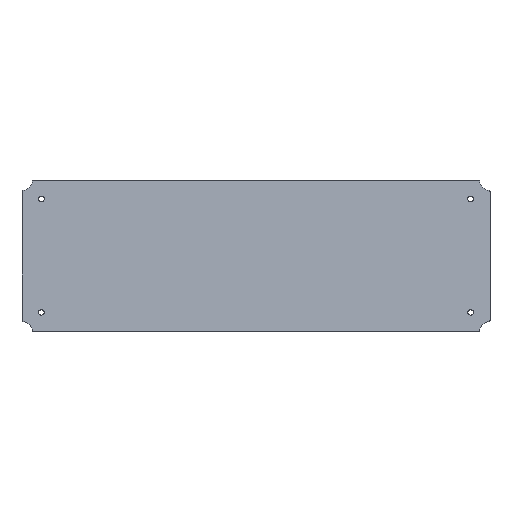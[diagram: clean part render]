
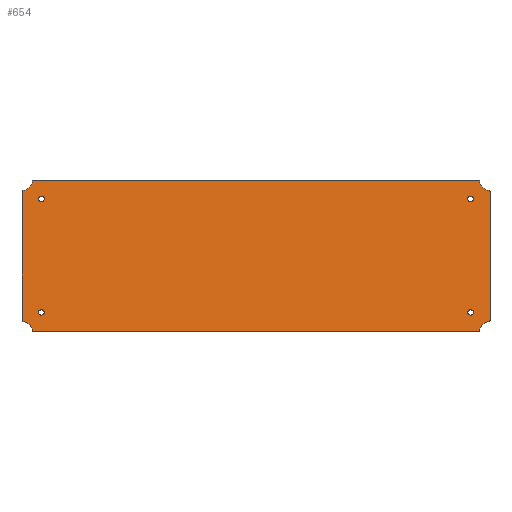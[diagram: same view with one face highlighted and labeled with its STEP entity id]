
A CAD part, top view. The second image highlights one B-rep face of the part: STEP entity #654.
In plain terms, the highlighted planar face has unit normal (0, 0.104, 0.995).
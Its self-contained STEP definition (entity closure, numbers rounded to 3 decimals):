
#71=FACE_BOUND('',#163,.T.);
#72=FACE_BOUND('',#164,.T.);
#73=FACE_BOUND('',#165,.T.);
#74=FACE_BOUND('',#166,.T.);
#116=FACE_OUTER_BOUND('',#162,.T.);
#162=EDGE_LOOP('',(#587,#588,#589,#590,#591,#592,#593,#594,#595,#596,#597,
#598,#599,#600,#601,#602));
#163=EDGE_LOOP('',(#603));
#164=EDGE_LOOP('',(#604));
#165=EDGE_LOOP('',(#605));
#166=EDGE_LOOP('',(#606));
#184=LINE('',#1499,#220);
#190=LINE('',#1516,#226);
#196=LINE('',#1536,#232);
#201=LINE('',#1552,#237);
#220=VECTOR('',#854,10.);
#226=VECTOR('',#874,10.);
#232=VECTOR('',#898,10.);
#237=VECTOR('',#917,10.);
#248=CIRCLE('',#681,1.6);
#250=CIRCLE('',#685,1.6);
#252=CIRCLE('',#689,1.6);
#254=CIRCLE('',#693,1.6);
#267=CIRCLE('',#716,0.5);
#268=CIRCLE('',#718,6.5);
#269=CIRCLE('',#720,0.5);
#270=CIRCLE('',#723,0.5);
#271=CIRCLE('',#725,6.5);
#272=CIRCLE('',#727,0.5);
#273=CIRCLE('',#729,0.5);
#274=CIRCLE('',#732,0.5);
#275=CIRCLE('',#734,6.5);
#276=CIRCLE('',#736,0.5);
#277=CIRCLE('',#739,0.5);
#278=CIRCLE('',#741,6.5);
#292=VERTEX_POINT('',#960);
#294=VERTEX_POINT('',#968);
#296=VERTEX_POINT('',#976);
#298=VERTEX_POINT('',#984);
#315=VERTEX_POINT('',#1496);
#316=VERTEX_POINT('',#1498);
#317=VERTEX_POINT('',#1502);
#318=VERTEX_POINT('',#1506);
#319=VERTEX_POINT('',#1510);
#320=VERTEX_POINT('',#1514);
#321=VERTEX_POINT('',#1518);
#322=VERTEX_POINT('',#1522);
#323=VERTEX_POINT('',#1526);
#324=VERTEX_POINT('',#1530);
#325=VERTEX_POINT('',#1534);
#326=VERTEX_POINT('',#1538);
#327=VERTEX_POINT('',#1542);
#328=VERTEX_POINT('',#1546);
#329=VERTEX_POINT('',#1550);
#330=VERTEX_POINT('',#1554);
#346=EDGE_CURVE('',#292,#292,#248,.F.);
#350=EDGE_CURVE('',#294,#294,#250,.F.);
#354=EDGE_CURVE('',#296,#296,#252,.F.);
#358=EDGE_CURVE('',#298,#298,#254,.F.);
#392=EDGE_CURVE('',#316,#315,#184,.T.);
#395=EDGE_CURVE('',#317,#315,#267,.T.);
#397=EDGE_CURVE('',#317,#318,#268,.T.);
#399=EDGE_CURVE('',#319,#318,#269,.T.);
#401=EDGE_CURVE('',#319,#320,#190,.T.);
#403=EDGE_CURVE('',#321,#320,#270,.T.);
#405=EDGE_CURVE('',#321,#322,#271,.T.);
#407=EDGE_CURVE('',#323,#322,#272,.T.);
#408=EDGE_CURVE('',#316,#324,#273,.T.);
#411=EDGE_CURVE('',#323,#325,#196,.T.);
#413=EDGE_CURVE('',#326,#325,#274,.T.);
#415=EDGE_CURVE('',#326,#327,#275,.T.);
#417=EDGE_CURVE('',#328,#327,#276,.T.);
#419=EDGE_CURVE('',#328,#329,#201,.T.);
#421=EDGE_CURVE('',#330,#329,#277,.T.);
#422=EDGE_CURVE('',#330,#324,#278,.T.);
#587=ORIENTED_EDGE('',*,*,#408,.F.);
#588=ORIENTED_EDGE('',*,*,#392,.T.);
#589=ORIENTED_EDGE('',*,*,#395,.F.);
#590=ORIENTED_EDGE('',*,*,#397,.T.);
#591=ORIENTED_EDGE('',*,*,#399,.F.);
#592=ORIENTED_EDGE('',*,*,#401,.T.);
#593=ORIENTED_EDGE('',*,*,#403,.F.);
#594=ORIENTED_EDGE('',*,*,#405,.T.);
#595=ORIENTED_EDGE('',*,*,#407,.F.);
#596=ORIENTED_EDGE('',*,*,#411,.T.);
#597=ORIENTED_EDGE('',*,*,#413,.F.);
#598=ORIENTED_EDGE('',*,*,#415,.T.);
#599=ORIENTED_EDGE('',*,*,#417,.F.);
#600=ORIENTED_EDGE('',*,*,#419,.T.);
#601=ORIENTED_EDGE('',*,*,#421,.F.);
#602=ORIENTED_EDGE('',*,*,#422,.T.);
#603=ORIENTED_EDGE('',*,*,#346,.T.);
#604=ORIENTED_EDGE('',*,*,#350,.T.);
#605=ORIENTED_EDGE('',*,*,#354,.T.);
#606=ORIENTED_EDGE('',*,*,#358,.T.);
#612=PLANE('',#742);
#654=ADVANCED_FACE('',(#116,#71,#72,#73,#74),#612,.F.);
#681=AXIS2_PLACEMENT_3D('',#962,#775,#776);
#685=AXIS2_PLACEMENT_3D('',#970,#785,#786);
#689=AXIS2_PLACEMENT_3D('',#978,#795,#796);
#693=AXIS2_PLACEMENT_3D('',#986,#805,#806);
#716=AXIS2_PLACEMENT_3D('',#1504,#859,#860);
#718=AXIS2_PLACEMENT_3D('',#1508,#864,#865);
#720=AXIS2_PLACEMENT_3D('',#1512,#869,#870);
#723=AXIS2_PLACEMENT_3D('',#1520,#878,#879);
#725=AXIS2_PLACEMENT_3D('',#1524,#883,#884);
#727=AXIS2_PLACEMENT_3D('',#1528,#888,#889);
#729=AXIS2_PLACEMENT_3D('',#1531,#892,#893);
#732=AXIS2_PLACEMENT_3D('',#1540,#902,#903);
#734=AXIS2_PLACEMENT_3D('',#1544,#907,#908);
#736=AXIS2_PLACEMENT_3D('',#1548,#912,#913);
#739=AXIS2_PLACEMENT_3D('',#1556,#921,#922);
#741=AXIS2_PLACEMENT_3D('',#1558,#925,#926);
#742=AXIS2_PLACEMENT_3D('',#1559,#927,#928);
#775=DIRECTION('center_axis',(0.,0.105,0.995));
#776=DIRECTION('ref_axis',(-1.,0.,0.));
#785=DIRECTION('center_axis',(0.,0.105,0.995));
#786=DIRECTION('ref_axis',(-1.,0.,0.));
#795=DIRECTION('center_axis',(0.,0.105,0.995));
#796=DIRECTION('ref_axis',(-1.,0.,0.));
#805=DIRECTION('center_axis',(0.,0.105,0.995));
#806=DIRECTION('ref_axis',(-1.,0.,0.));
#854=DIRECTION('',(0.,-0.995,0.105));
#859=DIRECTION('center_axis',(0.,-0.105,-0.995));
#860=DIRECTION('ref_axis',(-0.756,-0.651,0.068));
#864=DIRECTION('center_axis',(0.,-0.105,-0.995));
#865=DIRECTION('ref_axis',(1.,0.,0.));
#869=DIRECTION('center_axis',(0.,-0.105,-0.995));
#870=DIRECTION('ref_axis',(-0.655,-0.752,0.079));
#874=DIRECTION('',(1.,0.,0.));
#878=DIRECTION('center_axis',(0.,-0.105,-0.995));
#879=DIRECTION('ref_axis',(0.655,-0.752,0.079));
#883=DIRECTION('center_axis',(0.,-0.105,-0.995));
#884=DIRECTION('ref_axis',(1.,0.,0.));
#888=DIRECTION('center_axis',(0.,-0.105,-0.995));
#889=DIRECTION('ref_axis',(0.756,-0.651,0.068));
#892=DIRECTION('center_axis',(0.,-0.105,-0.995));
#893=DIRECTION('ref_axis',(-0.756,0.651,-0.068));
#898=DIRECTION('',(0.,0.995,-0.105));
#902=DIRECTION('center_axis',(0.,-0.105,-0.995));
#903=DIRECTION('ref_axis',(0.756,0.651,-0.068));
#907=DIRECTION('center_axis',(0.,-0.105,-0.995));
#908=DIRECTION('ref_axis',(1.,0.,0.));
#912=DIRECTION('center_axis',(0.,-0.105,-0.995));
#913=DIRECTION('ref_axis',(0.655,0.752,-0.079));
#917=DIRECTION('',(-1.,0.,0.));
#921=DIRECTION('center_axis',(0.,-0.105,-0.995));
#922=DIRECTION('ref_axis',(-0.655,0.752,-0.079));
#925=DIRECTION('center_axis',(0.,-0.105,-0.995));
#926=DIRECTION('ref_axis',(1.,0.,0.));
#927=DIRECTION('center_axis',(0.,-0.105,-0.995));
#928=DIRECTION('ref_axis',(1.,0.,0.));
#960=CARTESIAN_POINT('',(-119.775,-35.751,10.929));
#962=CARTESIAN_POINT('Origin',(-121.375,-35.751,10.929));
#968=CARTESIAN_POINT('',(-119.775,28.427,4.184));
#970=CARTESIAN_POINT('Origin',(-121.375,28.427,4.184));
#976=CARTESIAN_POINT('',(122.975,-35.751,10.929));
#978=CARTESIAN_POINT('Origin',(121.375,-35.751,10.929));
#984=CARTESIAN_POINT('',(122.975,28.427,4.184));
#986=CARTESIAN_POINT('Origin',(121.375,28.427,4.184));
#1496=CARTESIAN_POINT('',(-132.375,-40.297,11.407));
#1498=CARTESIAN_POINT('',(-132.375,32.679,3.737));
#1499=CARTESIAN_POINT('',(-132.375,14.65,5.632));
#1502=CARTESIAN_POINT('',(-131.946,-40.79,11.459));
#1504=CARTESIAN_POINT('Origin',(-131.875,-40.297,11.407));
#1506=CARTESIAN_POINT('',(-126.442,-46.264,12.034));
#1508=CARTESIAN_POINT('Origin',(-132.875,-47.188,12.131));
#1510=CARTESIAN_POINT('',(-125.947,-46.69,12.079));
#1512=CARTESIAN_POINT('Origin',(-125.947,-46.193,12.027));
#1514=CARTESIAN_POINT('',(125.947,-46.69,12.079));
#1516=CARTESIAN_POINT('',(-63.313,-46.69,12.079));
#1518=CARTESIAN_POINT('',(126.442,-46.264,12.034));
#1520=CARTESIAN_POINT('Origin',(125.947,-46.193,12.027));
#1522=CARTESIAN_POINT('',(131.946,-40.79,11.459));
#1524=CARTESIAN_POINT('Origin',(132.875,-47.188,12.131));
#1526=CARTESIAN_POINT('',(132.375,-40.297,11.407));
#1528=CARTESIAN_POINT('Origin',(131.875,-40.297,11.407));
#1530=CARTESIAN_POINT('',(-131.946,33.171,3.685));
#1531=CARTESIAN_POINT('Origin',(-131.875,32.679,3.737));
#1534=CARTESIAN_POINT('',(132.375,32.679,3.737));
#1536=CARTESIAN_POINT('',(132.375,-22.512,9.538));
#1538=CARTESIAN_POINT('',(131.946,33.171,3.685));
#1540=CARTESIAN_POINT('Origin',(131.875,32.679,3.737));
#1542=CARTESIAN_POINT('',(126.442,38.646,3.11));
#1544=CARTESIAN_POINT('Origin',(132.875,39.569,3.013));
#1546=CARTESIAN_POINT('',(125.947,39.072,3.065));
#1548=CARTESIAN_POINT('Origin',(125.947,38.575,3.117));
#1550=CARTESIAN_POINT('',(-125.947,39.072,3.065));
#1552=CARTESIAN_POINT('',(63.313,39.072,3.065));
#1554=CARTESIAN_POINT('',(-126.442,38.646,3.11));
#1556=CARTESIAN_POINT('Origin',(-125.947,38.575,3.117));
#1558=CARTESIAN_POINT('Origin',(-132.875,39.569,3.013));
#1559=CARTESIAN_POINT('Origin',(0.,-4.053,
7.598));
